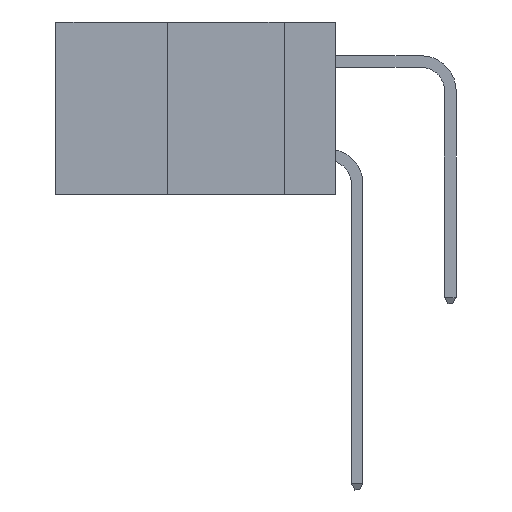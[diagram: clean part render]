
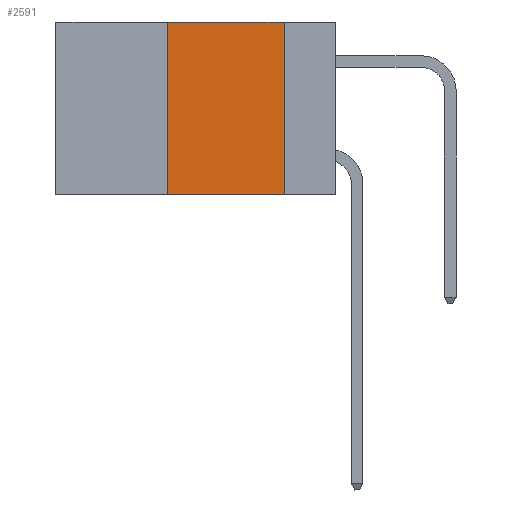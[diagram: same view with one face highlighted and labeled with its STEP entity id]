
A CAD part, left-side view. The second image highlights one B-rep face of the part: STEP entity #2591.
In plain terms, the highlighted planar face has unit normal (-1, 0, 0).
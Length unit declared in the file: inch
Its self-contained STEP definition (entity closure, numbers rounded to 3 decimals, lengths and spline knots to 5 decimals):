
#631 = VECTOR ( 'NONE', #24840, 39.37008 ) ;
#635 = VERTEX_POINT ( 'NONE', #19763 ) ;
#1193 = VECTOR ( 'NONE', #5275, 39.37008 ) ;
#1525 = LINE ( 'NONE', #25236, #5581 ) ;
#2208 = EDGE_CURVE ( 'NONE', #22147, #15439, #1525, .T. ) ;
#2591 = ADVANCED_FACE ( 'NONE', ( #23066 ), #21585, .F. ) ;
#3255 = CARTESIAN_POINT ( 'NONE',  ( 0., 0.11, 0. ) ) ;
#3632 = CARTESIAN_POINT ( 'NONE',  ( 0., 0.11, 0. ) ) ;
#3718 = EDGE_LOOP ( 'NONE', ( #8694, #19667, #24761, #9901 ) ) ;
#4489 = CARTESIAN_POINT ( 'NONE',  ( 0., 0.6, 0. ) ) ;
#5275 = DIRECTION ( 'NONE',  ( 0., 0., 1. ) ) ;
#5581 = VECTOR ( 'NONE', #10715, 39.37008 ) ;
#5943 = LINE ( 'NONE', #3255, #631 ) ;
#8694 = ORIENTED_EDGE ( 'NONE', *, *, #14944, .F. ) ;
#8799 = CARTESIAN_POINT ( 'NONE',  ( 0., 0.11, -0.37 ) ) ;
#9424 = CARTESIAN_POINT ( 'NONE',  ( 0., 0.36, 0. ) ) ;
#9901 = ORIENTED_EDGE ( 'NONE', *, *, #2208, .T. ) ;
#9925 = DIRECTION ( 'NONE',  ( 1., 0., 0. ) ) ;
#10030 = AXIS2_PLACEMENT_3D ( 'NONE', #13756, #9925, #23526 ) ;
#10715 = DIRECTION ( 'NONE',  ( 0., -1., 0. ) ) ;
#10784 = EDGE_CURVE ( 'NONE', #635, #19777, #10810, .T. ) ;
#10810 = LINE ( 'NONE', #4489, #15398 ) ;
#11780 = LINE ( 'NONE', #9424, #1193 ) ;
#13756 = CARTESIAN_POINT ( 'NONE',  ( 0., 0.6, 0. ) ) ;
#14944 = EDGE_CURVE ( 'NONE', #19777, #15439, #5943, .T. ) ;
#15398 = VECTOR ( 'NONE', #20246, 39.37008 ) ;
#15439 = VERTEX_POINT ( 'NONE', #8799 ) ;
#18970 = CARTESIAN_POINT ( 'NONE',  ( 0., 0.36, -0.37 ) ) ;
#19667 = ORIENTED_EDGE ( 'NONE', *, *, #10784, .F. ) ;
#19763 = CARTESIAN_POINT ( 'NONE',  ( 0., 0.36, 0. ) ) ;
#19777 = VERTEX_POINT ( 'NONE', #3632 ) ;
#20246 = DIRECTION ( 'NONE',  ( 0., -1., 0. ) ) ;
#21585 = PLANE ( 'NONE',  #10030 ) ;
#22147 = VERTEX_POINT ( 'NONE', #18970 ) ;
#22203 = EDGE_CURVE ( 'NONE', #22147, #635, #11780, .T. ) ;
#23066 = FACE_OUTER_BOUND ( 'NONE', #3718, .T. ) ;
#23526 = DIRECTION ( 'NONE',  ( 0., 0., -1. ) ) ;
#24761 = ORIENTED_EDGE ( 'NONE', *, *, #22203, .F. ) ;
#24840 = DIRECTION ( 'NONE',  ( 0., 0., -1. ) ) ;
#25236 = CARTESIAN_POINT ( 'NONE',  ( 0., 0.6, -0.37 ) ) ;
